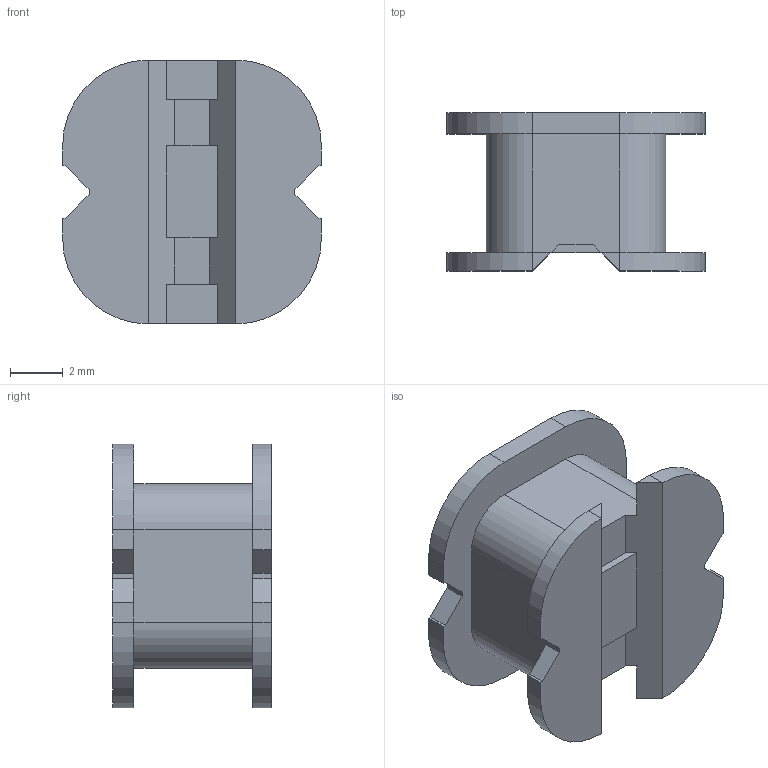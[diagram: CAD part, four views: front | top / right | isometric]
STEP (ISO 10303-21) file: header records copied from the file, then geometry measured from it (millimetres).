
FILE_DESCRIPTION(/* description */ (''),/* implementation_level */ '2;1');
FILE_NAME(/* name */ 'SRN1060-101M.step',/* time_stamp */ '2021-05-11T16:37:21+02:00',/* author */ (''),/* organization */ (''),/* preprocessor_version */ 'ST-DEVELOPER v18.1',/* originating_system */ 'Autodesk Translation Framework v10.6.0.1341',/* authorisation */ '');
FILE_SCHEMA (('AUTOMOTIVE_DESIGN { 1 0 10303 214 3 1 1 }'));
Length unit declared in the file: millimetre
Products named in the file (1): SRN1060-101M
Bounding box: 9.8 x 6 x 10 mm (x, y, z)
Volume: 312.3 mm3; surface area: 412.5 mm2
Topology: 1 solids, 1 shells, 63 faces, 176 edges, 116 vertices
Faces by surface type: plane 51, cylinder 12
Entity records: 2042 total; most frequent: CARTESIAN_POINT 356, ORIENTED_EDGE 352, DIRECTION 328, EDGE_CURVE 176, LINE 152, VECTOR 152, VERTEX_POINT 116, AXIS2_PLACEMENT_3D 88
